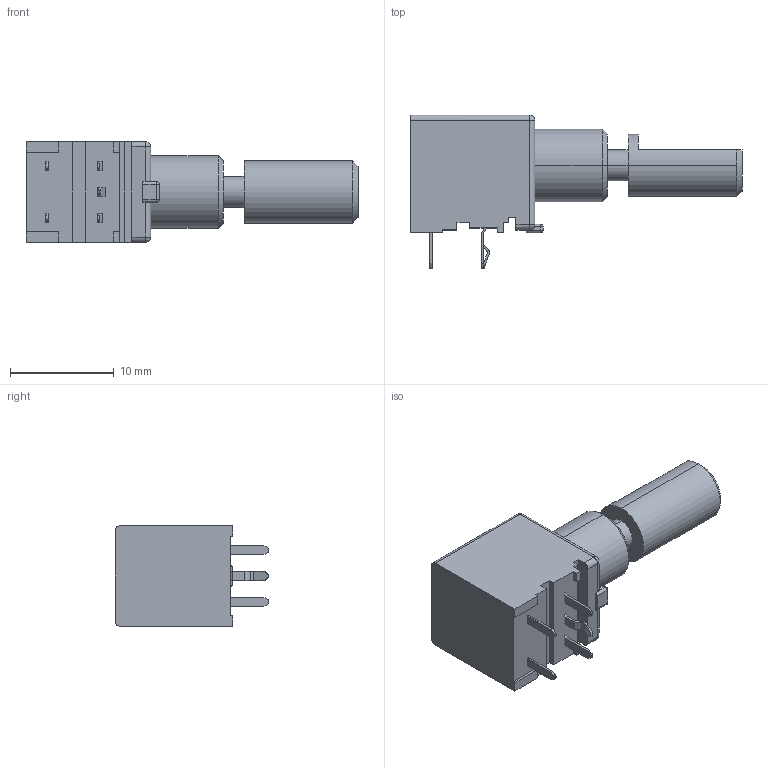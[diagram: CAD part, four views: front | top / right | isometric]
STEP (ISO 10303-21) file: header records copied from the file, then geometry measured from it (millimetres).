
FILE_DESCRIPTION((''),'2;1');
FILE_NAME('PEC09-2XXXF-T','2014-09-17T',('RICKB'),('Bourns, Inc.'),'PRO/ENGINEER BY PARAMETRIC TECHNOLOGY CORPORATION, 2012230','PRO/ENGINEER BY PARAMETRIC TECHNOLOGY CORPORATION, 2012230','');
FILE_SCHEMA(('CONFIG_CONTROL_DESIGN'));
Length unit declared in the file: millimetre
Products named in the file (1): PEC09-2XXXF-T
Bounding box: 32.05 x 14.85 x 9.7 mm (x, y, z)
Volume: 1808.4 mm3; surface area: 1185 mm2
Topology: 1 solids, 1 shells, 120 faces, 332 edges, 218 vertices
Faces by surface type: plane 79, cylinder 30, bspline 4, sphere 4, cone 3
Entity records: 3901 total; most frequent: CARTESIAN_POINT 752, ORIENTED_EDGE 656, DIRECTION 643, EDGE_CURVE 328, VECTOR 233, LINE 233, VERTEX_POINT 218, AXIS2_PLACEMENT_3D 205
